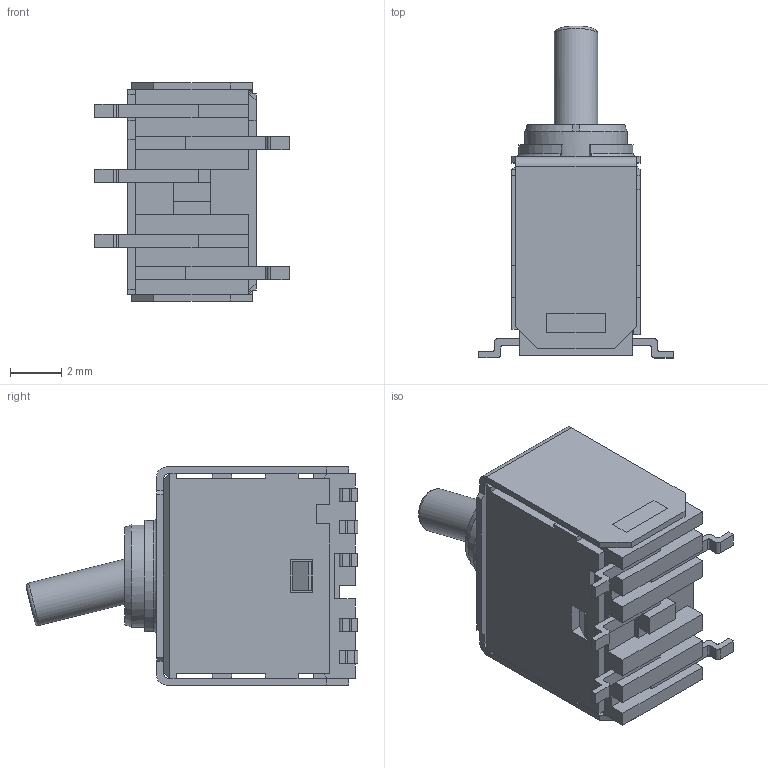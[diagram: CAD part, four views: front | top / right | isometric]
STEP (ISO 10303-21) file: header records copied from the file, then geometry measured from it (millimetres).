
FILE_DESCRIPTION(/* description */ ('STEP AP203'),/* implementation_level */ '2;1');
FILE_NAME(/* name */ 'G3T12AP',/* time_stamp */ '2024-09-10T14:13:52+02:00',/* author */ ('License CC BY-ND 4.0'),/* organization */ ('CADENAS'),/* preprocessor_version */ 'ST-DEVELOPER v19.3',/* originating_system */ 'PARTsolutions',/* authorisation */ ' ');
FILE_SCHEMA (('CONFIG_CONTROL_DESIGN'));
Length unit declared in the file: inch
Products named in the file (5): G3T12AP; G3B; G3BA-actuator; G3BP; G3B1P
Assembly tree (4 placements, depth 2):
  G3T12AP
    G3B
    G3BA-actuator
    G3BP
    G3B1P
Bounding box: 7.59 x 12.94 x 8.51 mm (x, y, z)
Volume: 327.9 mm3; surface area: 646.8 mm2
Topology: 4 solids, 4 shells, 286 faces, 801 edges, 531 vertices
Faces by surface type: plane 244, cylinder 37, torus 3, cone 2
Full cylindrical faces by diameter (mm): 1.702 x1, 2.235 x1, 3.988 x1
Entity records: 9186 total; most frequent: CARTESIAN_POINT 1625, ORIENTED_EDGE 1590, DIRECTION 1458, EDGE_CURVE 795, LINE 708, VECTOR 708, VERTEX_POINT 529, AXIS2_PLACEMENT_3D 375
